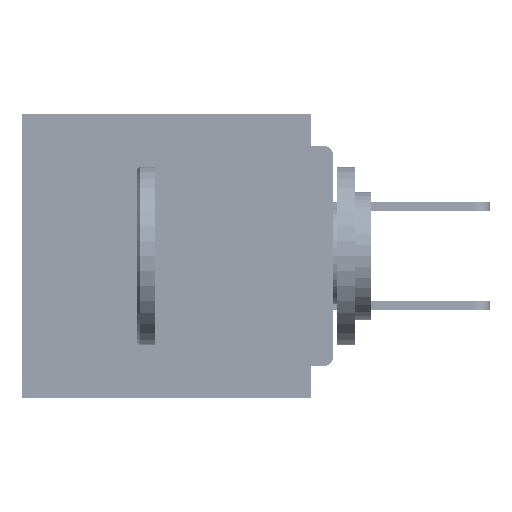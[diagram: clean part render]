
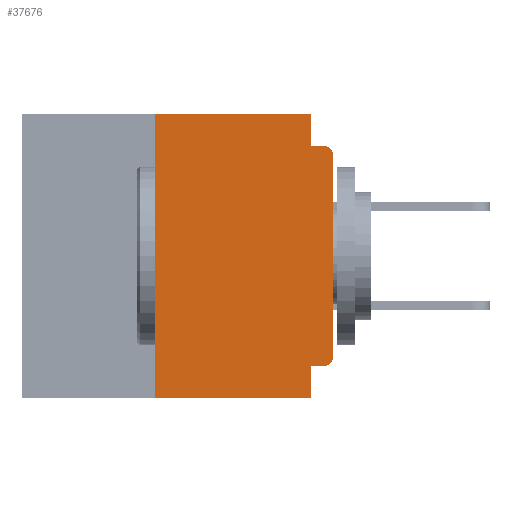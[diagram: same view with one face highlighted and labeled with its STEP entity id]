
A CAD part, left-side view. The second image highlights one B-rep face of the part: STEP entity #37676.
In plain terms, the highlighted planar face has unit normal (-1, 0, 0).
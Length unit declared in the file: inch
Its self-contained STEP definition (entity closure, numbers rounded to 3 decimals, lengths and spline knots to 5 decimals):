
#395 = DIRECTION ( 'NONE',  ( 0., 0., 1. ) ) ;
#803 = CARTESIAN_POINT ( 'NONE',  ( 0., 0., -0.355 ) ) ;
#1153 = VECTOR ( 'NONE', #395, 39.37008 ) ;
#1599 = ORIENTED_EDGE ( 'NONE', *, *, #13521, .T. ) ;
#3605 = CIRCLE ( 'NONE', #40653, 0.015 ) ;
#3784 = FACE_OUTER_BOUND ( 'NONE', #11294, .T. ) ;
#4144 = VECTOR ( 'NONE', #13524, 39.37008 ) ;
#4816 = CARTESIAN_POINT ( 'NONE',  ( 0., 0.031, -0.355 ) ) ;
#5356 = VERTEX_POINT ( 'NONE', #50837 ) ;
#6534 = PLANE ( 'NONE',  #18029 ) ;
#6663 = VERTEX_POINT ( 'NONE', #21831 ) ;
#6853 = ORIENTED_EDGE ( 'NONE', *, *, #20216, .F. ) ;
#7072 = VERTEX_POINT ( 'NONE', #25240 ) ;
#8214 = LINE ( 'NONE', #10887, #45992 ) ;
#9513 = ORIENTED_EDGE ( 'NONE', *, *, #28430, .T. ) ;
#10020 = CARTESIAN_POINT ( 'NONE',  ( 0., 0.015, -0.06 ) ) ;
#10051 = VECTOR ( 'NONE', #56863, 39.37008 ) ;
#10113 = ORIENTED_EDGE ( 'NONE', *, *, #27542, .F. ) ;
#10237 = CARTESIAN_POINT ( 'NONE',  ( 0., 0.25, 0. ) ) ;
#10635 = VECTOR ( 'NONE', #33043, 39.37008 ) ;
#10887 = CARTESIAN_POINT ( 'NONE',  ( 0., 0.437, -0.4 ) ) ;
#10994 = EDGE_CURVE ( 'NONE', #17691, #7072, #18840, .T. ) ;
#11135 = CARTESIAN_POINT ( 'NONE',  ( 0., 0., -0.34 ) ) ;
#11187 = EDGE_CURVE ( 'NONE', #6663, #60580, #32671, .T. ) ;
#11294 = EDGE_LOOP ( 'NONE', ( #1599, #26426, #14555, #10113, #62845, #6853, #41948, #58350, #34196, #9513 ) ) ;
#11475 = CARTESIAN_POINT ( 'NONE',  ( 0., 0.437, 0. ) ) ;
#13156 = EDGE_CURVE ( 'NONE', #37547, #14822, #23161, .T. ) ;
#13521 = EDGE_CURVE ( 'NONE', #14179, #6663, #29005, .T. ) ;
#13524 = DIRECTION ( 'NONE',  ( 0., -1., 0. ) ) ;
#14179 = VERTEX_POINT ( 'NONE', #11135 ) ;
#14555 = ORIENTED_EDGE ( 'NONE', *, *, #28733, .F. ) ;
#14822 = VERTEX_POINT ( 'NONE', #21209 ) ;
#15021 = DIRECTION ( 'NONE',  ( 0., 0., -1. ) ) ;
#15378 = VECTOR ( 'NONE', #23325, 39.37008 ) ;
#16480 = DIRECTION ( 'NONE',  ( 1., 0., 0. ) ) ;
#17691 = VERTEX_POINT ( 'NONE', #10237 ) ;
#18029 = AXIS2_PLACEMENT_3D ( 'NONE', #11475, #16480, #50908 ) ;
#18840 = LINE ( 'NONE', #52869, #4144 ) ;
#20063 = CARTESIAN_POINT ( 'NONE',  ( 0., 0., 0. ) ) ;
#20216 = EDGE_CURVE ( 'NONE', #25013, #17691, #34758, .T. ) ;
#21209 = CARTESIAN_POINT ( 'NONE',  ( 0., 0.031, -0.4 ) ) ;
#21831 = CARTESIAN_POINT ( 'NONE',  ( 0., 0., -0.06 ) ) ;
#22280 = VECTOR ( 'NONE', #35345, 39.37008 ) ;
#22464 = CARTESIAN_POINT ( 'NONE',  ( 0., 0.031, -0.4 ) ) ;
#23161 = LINE ( 'NONE', #22464, #10051 ) ;
#23325 = DIRECTION ( 'NONE',  ( 0., 0., -1. ) ) ;
#25013 = VERTEX_POINT ( 'NONE', #36985 ) ;
#25106 = CARTESIAN_POINT ( 'NONE',  ( 0., 0.015, -0.34 ) ) ;
#25240 = CARTESIAN_POINT ( 'NONE',  ( 0., 0.031, 0. ) ) ;
#26426 = ORIENTED_EDGE ( 'NONE', *, *, #11187, .T. ) ;
#26887 = CARTESIAN_POINT ( 'NONE',  ( 0., 0.015, -0.045 ) ) ;
#27542 = EDGE_CURVE ( 'NONE', #7072, #45796, #30014, .T. ) ;
#28430 = EDGE_CURVE ( 'NONE', #5356, #14179, #3605, .T. ) ;
#28733 = EDGE_CURVE ( 'NONE', #45796, #60580, #49954, .T. ) ;
#29005 = LINE ( 'NONE', #20063, #1153 ) ;
#30014 = LINE ( 'NONE', #57709, #15378 ) ;
#30079 = DIRECTION ( 'NONE',  ( 0., 0., -1. ) ) ;
#30537 = DIRECTION ( 'NONE',  ( 0., -1., 0. ) ) ;
#32671 = CIRCLE ( 'NONE', #37541, 0.015 ) ;
#32717 = CARTESIAN_POINT ( 'NONE',  ( 0., 0.25, -0.4 ) ) ;
#32928 = CARTESIAN_POINT ( 'NONE',  ( 0., 0.031, -0.045 ) ) ;
#33043 = DIRECTION ( 'NONE',  ( 0., -1., 0. ) ) ;
#34196 = ORIENTED_EDGE ( 'NONE', *, *, #42275, .F. ) ;
#34758 = LINE ( 'NONE', #32717, #46282 ) ;
#35345 = DIRECTION ( 'NONE',  ( 0., 1., 0. ) ) ;
#36985 = CARTESIAN_POINT ( 'NONE',  ( 0., 0.25, -0.4 ) ) ;
#37541 = AXIS2_PLACEMENT_3D ( 'NONE', #10020, #44503, #15021 ) ;
#37547 = VERTEX_POINT ( 'NONE', #4816 ) ;
#37676 = ADVANCED_FACE ( 'NONE', ( #3784 ), #6534, .F. ) ;
#37685 = DIRECTION ( 'NONE',  ( 0., 0., 1. ) ) ;
#37806 = CARTESIAN_POINT ( 'NONE',  ( 0., 0., -0.045 ) ) ;
#40653 = AXIS2_PLACEMENT_3D ( 'NONE', #25106, #59481, #30079 ) ;
#41948 = ORIENTED_EDGE ( 'NONE', *, *, #49272, .T. ) ;
#42275 = EDGE_CURVE ( 'NONE', #5356, #37547, #61465, .T. ) ;
#44503 = DIRECTION ( 'NONE',  ( -1., 0., 0. ) ) ;
#45796 = VERTEX_POINT ( 'NONE', #32928 ) ;
#45992 = VECTOR ( 'NONE', #30537, 39.37008 ) ;
#46282 = VECTOR ( 'NONE', #37685, 39.37008 ) ;
#49272 = EDGE_CURVE ( 'NONE', #25013, #14822, #8214, .T. ) ;
#49954 = LINE ( 'NONE', #37806, #10635 ) ;
#50837 = CARTESIAN_POINT ( 'NONE',  ( 0., 0.015, -0.355 ) ) ;
#50908 = DIRECTION ( 'NONE',  ( 0., 0., -1. ) ) ;
#52869 = CARTESIAN_POINT ( 'NONE',  ( 0., 0.437, 0. ) ) ;
#56863 = DIRECTION ( 'NONE',  ( 0., 0., -1. ) ) ;
#57709 = CARTESIAN_POINT ( 'NONE',  ( 0., 0.031, 0. ) ) ;
#58350 = ORIENTED_EDGE ( 'NONE', *, *, #13156, .F. ) ;
#59481 = DIRECTION ( 'NONE',  ( -1., 0., 0. ) ) ;
#60580 = VERTEX_POINT ( 'NONE', #26887 ) ;
#61465 = LINE ( 'NONE', #803, #22280 ) ;
#62845 = ORIENTED_EDGE ( 'NONE', *, *, #10994, .F. ) ;
